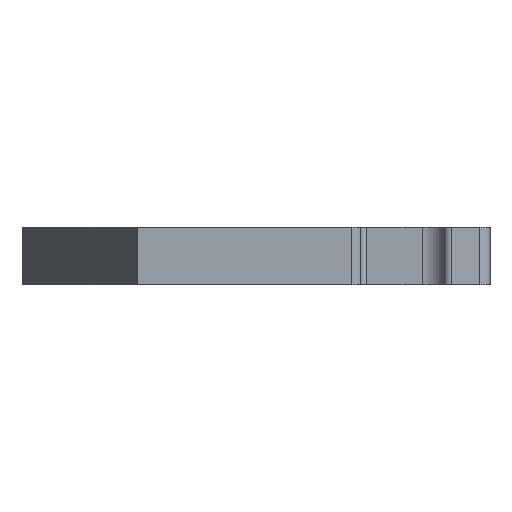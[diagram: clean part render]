
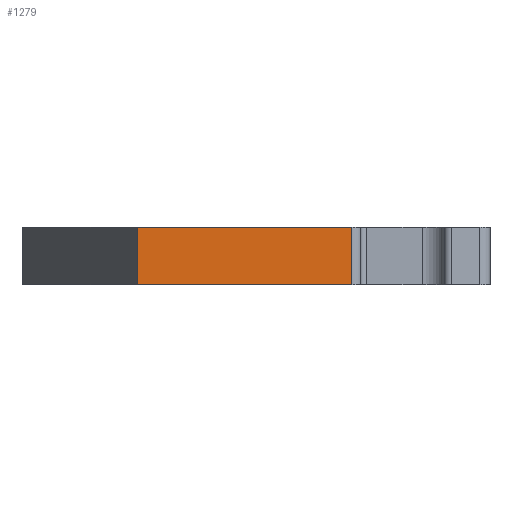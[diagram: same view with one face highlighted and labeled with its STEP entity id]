
A CAD part, left-side view. The second image highlights one B-rep face of the part: STEP entity #1279.
In plain terms, the highlighted planar face has unit normal (-1, 0, 0).
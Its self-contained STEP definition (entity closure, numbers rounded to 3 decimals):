
#1279=ADVANCED_FACE('',(#2480),#2059,.T.);
#2059=PLANE('',#14896);
#2480=FACE_OUTER_BOUND('',#3247,.T.);
#3247=EDGE_LOOP('',(#4269,#4270,#4271,#4272));
#4269=ORIENTED_EDGE('',*,*,#9859,.F.);
#4270=ORIENTED_EDGE('',*,*,#9970,.F.);
#4271=ORIENTED_EDGE('',*,*,#9919,.T.);
#4272=ORIENTED_EDGE('',*,*,#9972,.F.);
#8423=VERTEX_POINT('',#20774);
#8424=VERTEX_POINT('',#20776);
#8479=VERTEX_POINT('',#20891);
#8480=VERTEX_POINT('',#20893);
#9859=EDGE_CURVE('',#8423,#8424,#11992,.T.);
#9919=EDGE_CURVE('',#8480,#8479,#12023,.T.);
#9970=EDGE_CURVE('',#8480,#8423,#12054,.T.);
#9972=EDGE_CURVE('',#8424,#8479,#12056,.T.);
#11992=LINE('',#20775,#13419);
#12023=LINE('',#20892,#13450);
#12054=LINE('',#20989,#13481);
#12056=LINE('',#20992,#13483);
#13419=VECTOR('',#16370,1.);
#13450=VECTOR('',#16461,1.);
#13481=VECTOR('',#16542,1.);
#13483=VECTOR('',#16546,1.);
#14896=AXIS2_PLACEMENT_3D('',#20993,#16547,#16548);
#16370=DIRECTION('',(0.,-1.,0.));
#16461=DIRECTION('',(0.,-1.,0.));
#16542=DIRECTION('',(0.,0.,1.));
#16546=DIRECTION('',(0.,0.,-1.));
#16547=DIRECTION('',(-1.,0.,0.));
#16548=DIRECTION('',(0.,1.,0.));
#20774=CARTESIAN_POINT('',(51.812,-2.569,5.));
#20775=CARTESIAN_POINT('',(51.812,-2.569,5.));
#20776=CARTESIAN_POINT('',(51.812,-21.226,5.));
#20891=CARTESIAN_POINT('',(51.812,-21.226,0.));
#20892=CARTESIAN_POINT('',(51.812,-2.569,0.));
#20893=CARTESIAN_POINT('',(51.812,-2.569,0.));
#20989=CARTESIAN_POINT('',(51.812,-2.569,0.));
#20992=CARTESIAN_POINT('',(51.812,-21.226,5.));
#20993=CARTESIAN_POINT('',(51.812,-2.62,0.));
